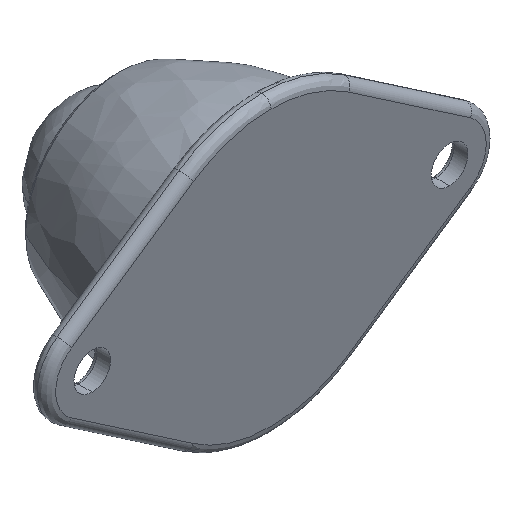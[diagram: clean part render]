
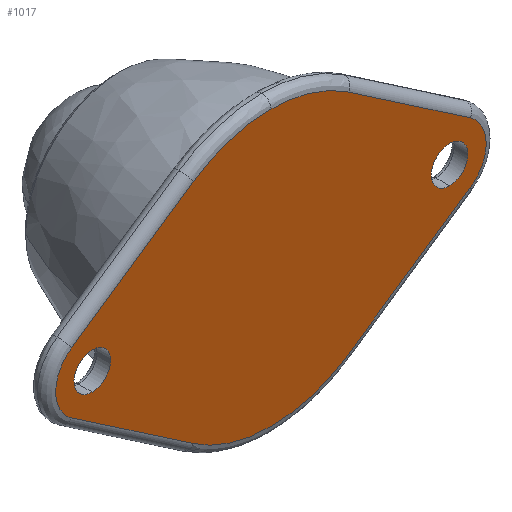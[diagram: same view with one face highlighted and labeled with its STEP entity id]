
A CAD part, isometric view. The second image highlights one B-rep face of the part: STEP entity #1017.
In plain terms, the highlighted free-form (B-spline) face has degree [1, 1] with [2, 2] control points.
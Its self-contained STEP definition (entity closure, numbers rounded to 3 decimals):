
#847 = EDGE_CURVE('',#848,#850,#852,.T.);
#848 = VERTEX_POINT('',#849);
#849 = CARTESIAN_POINT('',(0.,-2.039,15.293));
#850 = VERTEX_POINT('',#851);
#851 = CARTESIAN_POINT('',(-8.627,-2.039,
    12.628));
#852 = ( BOUNDED_CURVE() B_SPLINE_CURVE(2,(#853,#854,#855),
.UNSPECIFIED.,.F.,.F.) B_SPLINE_CURVE_WITH_KNOTS((3,3),(0.,
0.599),.PIECEWISE_BEZIER_KNOTS.) CURVE() 
GEOMETRIC_REPRESENTATION_ITEM() RATIONAL_B_SPLINE_CURVE((1.,
0.955,1.)) REPRESENTATION_ITEM('') );
#853 = CARTESIAN_POINT('',(0.,-2.039,15.293));
#854 = CARTESIAN_POINT('',(-4.725,-2.039,
    15.293));
#855 = CARTESIAN_POINT('',(-8.627,-2.039,
    12.628));
#885 = VERTEX_POINT('',#886);
#886 = CARTESIAN_POINT('',(-19.881,-2.039,
    2.039));
#891 = EDGE_CURVE('',#885,#892,#894,.T.);
#892 = VERTEX_POINT('',#893);
#893 = CARTESIAN_POINT('',(-19.881,-2.039,
    -2.039));
#894 = ( BOUNDED_CURVE() B_SPLINE_CURVE(2,(#895,#896,#897,#898,#899),
.UNSPECIFIED.,.F.,.F.) B_SPLINE_CURVE_WITH_KNOTS((3,2,3),(0.,
1.571,3.142),.PIECEWISE_BEZIER_KNOTS.) CURVE() 
GEOMETRIC_REPRESENTATION_ITEM() RATIONAL_B_SPLINE_CURVE((1.,
0.707,1.,0.707,1.)) REPRESENTATION_ITEM('') );
#895 = CARTESIAN_POINT('',(-19.881,-2.039,
    2.039));
#896 = CARTESIAN_POINT('',(-17.842,-2.039,
    2.039));
#897 = CARTESIAN_POINT('',(-17.842,-2.039,
    0.));
#898 = CARTESIAN_POINT('',(-17.842,-2.039,
    -2.039));
#899 = CARTESIAN_POINT('',(-19.881,-2.039,
    -2.039));
#930 = EDGE_CURVE('',#892,#885,#931,.T.);
#931 = ( BOUNDED_CURVE() B_SPLINE_CURVE(2,(#932,#933,#934,#935,#936),
.UNSPECIFIED.,.F.,.F.) B_SPLINE_CURVE_WITH_KNOTS((3,2,3),(3.142,
4.712,6.283),.PIECEWISE_BEZIER_KNOTS.) CURVE() 
GEOMETRIC_REPRESENTATION_ITEM() RATIONAL_B_SPLINE_CURVE((1.,
0.707,1.,0.707,1.)) REPRESENTATION_ITEM('') );
#932 = CARTESIAN_POINT('',(-19.881,-2.039,
    -2.039));
#933 = CARTESIAN_POINT('',(-21.92,-2.039,
    -2.039));
#934 = CARTESIAN_POINT('',(-21.92,-2.039,
    0.));
#935 = CARTESIAN_POINT('',(-21.92,-2.039,
    2.039));
#936 = CARTESIAN_POINT('',(-19.881,-2.039,
    2.039));
#954 = VERTEX_POINT('',#955);
#955 = CARTESIAN_POINT('',(19.881,-2.039,
    2.039));
#960 = EDGE_CURVE('',#961,#954,#963,.T.);
#961 = VERTEX_POINT('',#962);
#962 = CARTESIAN_POINT('',(19.881,-2.039,
    -2.039));
#963 = ( BOUNDED_CURVE() B_SPLINE_CURVE(2,(#964,#965,#966,#967,#968),
.UNSPECIFIED.,.F.,.F.) B_SPLINE_CURVE_WITH_KNOTS((3,2,3),(3.142,
4.712,6.283),.PIECEWISE_BEZIER_KNOTS.) CURVE() 
GEOMETRIC_REPRESENTATION_ITEM() RATIONAL_B_SPLINE_CURVE((1.,
0.707,1.,0.707,1.)) REPRESENTATION_ITEM('') );
#964 = CARTESIAN_POINT('',(19.881,-2.039,
    -2.039));
#965 = CARTESIAN_POINT('',(21.92,-2.039,
    -2.039));
#966 = CARTESIAN_POINT('',(21.92,-2.039,
    0.));
#967 = CARTESIAN_POINT('',(21.92,-2.039,
    2.039));
#968 = CARTESIAN_POINT('',(19.881,-2.039,
    2.039));
#999 = EDGE_CURVE('',#954,#961,#1000,.T.);
#1000 = ( BOUNDED_CURVE() B_SPLINE_CURVE(2,(#1001,#1002,#1003,#1004,
#1005),.UNSPECIFIED.,.F.,.F.) B_SPLINE_CURVE_WITH_KNOTS((3,2,3),(0.,
1.571,3.142),.PIECEWISE_BEZIER_KNOTS.) CURVE() 
GEOMETRIC_REPRESENTATION_ITEM() RATIONAL_B_SPLINE_CURVE((1.,
0.707,1.,0.707,1.)) REPRESENTATION_ITEM('') );
#1001 = CARTESIAN_POINT('',(19.881,-2.039,
    2.039));
#1002 = CARTESIAN_POINT('',(17.842,-2.039,
    2.039));
#1003 = CARTESIAN_POINT('',(17.842,-2.039,
    0.));
#1004 = CARTESIAN_POINT('',(17.842,-2.039,
    -2.039));
#1005 = CARTESIAN_POINT('',(19.881,-2.039,
    -2.039));
#1017 = ADVANCED_FACE('',(#1018,#1079,#1083),#1087,.F.);
#1018 = FACE_BOUND('',#1019,.T.);
#1019 = EDGE_LOOP('',(#1020,#1030,#1037,#1045,#1052,#1060,#1067,#1073,
    #1074));
#1020 = ORIENTED_EDGE('',*,*,#1021,.T.);
#1021 = EDGE_CURVE('',#1022,#1024,#1026,.T.);
#1022 = VERTEX_POINT('',#1023);
#1023 = CARTESIAN_POINT('',(-22.182,-2.039,
    3.367));
#1024 = VERTEX_POINT('',#1025);
#1025 = CARTESIAN_POINT('',(-22.182,-2.039,
    -3.367));
#1026 = ( BOUNDED_CURVE() B_SPLINE_CURVE(2,(#1027,#1028,#1029),
.UNSPECIFIED.,.F.,.F.) B_SPLINE_CURVE_WITH_KNOTS((3,3),(0.599,
2.542),.PIECEWISE_BEZIER_KNOTS.) CURVE() 
GEOMETRIC_REPRESENTATION_ITEM() RATIONAL_B_SPLINE_CURVE((1.,
0.564,1.)) REPRESENTATION_ITEM('') );
#1027 = CARTESIAN_POINT('',(-22.182,-2.039,
    3.367));
#1028 = CARTESIAN_POINT('',(-27.111,-2.039,
    0.));
#1029 = CARTESIAN_POINT('',(-22.182,-2.039,
    -3.367));
#1030 = ORIENTED_EDGE('',*,*,#1031,.T.);
#1031 = EDGE_CURVE('',#1024,#1032,#1034,.T.);
#1032 = VERTEX_POINT('',#1033);
#1033 = CARTESIAN_POINT('',(-8.627,-2.039,
    -12.628));
#1034 = B_SPLINE_CURVE_WITH_KNOTS('',1,(#1035,#1036),.UNSPECIFIED.,.F.,
  .F.,(2,2),(-16.101,0.),
  .PIECEWISE_BEZIER_KNOTS.);
#1035 = CARTESIAN_POINT('',(-22.182,-2.039,
    -3.367));
#1036 = CARTESIAN_POINT('',(-8.627,-2.039,
    -12.628));
#1037 = ORIENTED_EDGE('',*,*,#1038,.T.);
#1038 = EDGE_CURVE('',#1032,#1039,#1041,.T.);
#1039 = VERTEX_POINT('',#1040);
#1040 = CARTESIAN_POINT('',(8.627,-2.039,
    -12.628));
#1041 = ( BOUNDED_CURVE() B_SPLINE_CURVE(2,(#1042,#1043,#1044),
.UNSPECIFIED.,.F.,.F.) B_SPLINE_CURVE_WITH_KNOTS((3,3),(2.542,
3.741),.PIECEWISE_BEZIER_KNOTS.) CURVE() 
GEOMETRIC_REPRESENTATION_ITEM() RATIONAL_B_SPLINE_CURVE((1.,
0.826,1.)) REPRESENTATION_ITEM('') );
#1042 = CARTESIAN_POINT('',(-8.627,-2.039,
    -12.628));
#1043 = CARTESIAN_POINT('',(0.,-2.039,
    -18.521));
#1044 = CARTESIAN_POINT('',(8.627,-2.039,
    -12.628));
#1045 = ORIENTED_EDGE('',*,*,#1046,.T.);
#1046 = EDGE_CURVE('',#1039,#1047,#1049,.T.);
#1047 = VERTEX_POINT('',#1048);
#1048 = CARTESIAN_POINT('',(22.182,-2.039,
    -3.367));
#1049 = B_SPLINE_CURVE_WITH_KNOTS('',1,(#1050,#1051),.UNSPECIFIED.,.F.,
  .F.,(2,2),(-16.101,0.),
  .PIECEWISE_BEZIER_KNOTS.);
#1050 = CARTESIAN_POINT('',(8.627,-2.039,
    -12.628));
#1051 = CARTESIAN_POINT('',(22.182,-2.039,
    -3.367));
#1052 = ORIENTED_EDGE('',*,*,#1053,.T.);
#1053 = EDGE_CURVE('',#1047,#1054,#1056,.T.);
#1054 = VERTEX_POINT('',#1055);
#1055 = CARTESIAN_POINT('',(22.182,-2.039,
    3.367));
#1056 = ( BOUNDED_CURVE() B_SPLINE_CURVE(2,(#1057,#1058,#1059),
.UNSPECIFIED.,.F.,.F.) B_SPLINE_CURVE_WITH_KNOTS((3,3),(3.741,
5.684),.PIECEWISE_BEZIER_KNOTS.) CURVE() 
GEOMETRIC_REPRESENTATION_ITEM() RATIONAL_B_SPLINE_CURVE((1.,
0.564,1.)) REPRESENTATION_ITEM('') );
#1057 = CARTESIAN_POINT('',(22.182,-2.039,
    -3.367));
#1058 = CARTESIAN_POINT('',(27.111,-2.039,
    0.));
#1059 = CARTESIAN_POINT('',(22.182,-2.039,
    3.367));
#1060 = ORIENTED_EDGE('',*,*,#1061,.T.);
#1061 = EDGE_CURVE('',#1054,#1062,#1064,.T.);
#1062 = VERTEX_POINT('',#1063);
#1063 = CARTESIAN_POINT('',(8.627,-2.039,
    12.628));
#1064 = B_SPLINE_CURVE_WITH_KNOTS('',1,(#1065,#1066),.UNSPECIFIED.,.F.,
  .F.,(2,2),(-16.101,0.),
  .PIECEWISE_BEZIER_KNOTS.);
#1065 = CARTESIAN_POINT('',(22.182,-2.039,
    3.367));
#1066 = CARTESIAN_POINT('',(8.627,-2.039,
    12.628));
#1067 = ORIENTED_EDGE('',*,*,#1068,.T.);
#1068 = EDGE_CURVE('',#1062,#848,#1069,.T.);
#1069 = ( BOUNDED_CURVE() B_SPLINE_CURVE(2,(#1070,#1071,#1072),
.UNSPECIFIED.,.F.,.F.) B_SPLINE_CURVE_WITH_KNOTS((3,3),(5.684,
6.283),.PIECEWISE_BEZIER_KNOTS.) CURVE() 
GEOMETRIC_REPRESENTATION_ITEM() RATIONAL_B_SPLINE_CURVE((1.,
0.955,1.)) REPRESENTATION_ITEM('') );
#1070 = CARTESIAN_POINT('',(8.627,-2.039,
    12.628));
#1071 = CARTESIAN_POINT('',(4.725,-2.039,
    15.293));
#1072 = CARTESIAN_POINT('',(0.,-2.039,
    15.293));
#1073 = ORIENTED_EDGE('',*,*,#847,.T.);
#1074 = ORIENTED_EDGE('',*,*,#1075,.T.);
#1075 = EDGE_CURVE('',#850,#1022,#1076,.T.);
#1076 = B_SPLINE_CURVE_WITH_KNOTS('',1,(#1077,#1078),.UNSPECIFIED.,.F.,
  .F.,(2,2),(-16.101,0.),
  .PIECEWISE_BEZIER_KNOTS.);
#1077 = CARTESIAN_POINT('',(-8.627,-2.039,
    12.628));
#1078 = CARTESIAN_POINT('',(-22.182,-2.039,
    3.367));
#1079 = FACE_BOUND('',#1080,.T.);
#1080 = EDGE_LOOP('',(#1081,#1082));
#1081 = ORIENTED_EDGE('',*,*,#891,.T.);
#1082 = ORIENTED_EDGE('',*,*,#930,.T.);
#1083 = FACE_BOUND('',#1084,.T.);
#1084 = EDGE_LOOP('',(#1085,#1086));
#1085 = ORIENTED_EDGE('',*,*,#999,.F.);
#1086 = ORIENTED_EDGE('',*,*,#960,.F.);
#1087 = B_SPLINE_SURFACE_WITH_KNOTS('',1,1,(
    (#1088,#1089)
    ,(#1090,#1091
    )),.UNSPECIFIED.,.F.,.F.,.F.,(2,2),(2,2),(-15.,15.),(-23.5,23.5),
  .PIECEWISE_BEZIER_KNOTS.);
#1088 = CARTESIAN_POINT('',(-23.959,-2.039,
    -15.293));
#1089 = CARTESIAN_POINT('',(23.959,-2.039,
    -15.293));
#1090 = CARTESIAN_POINT('',(-23.959,-2.039,
    15.293));
#1091 = CARTESIAN_POINT('',(23.959,-2.039,
    15.293));
